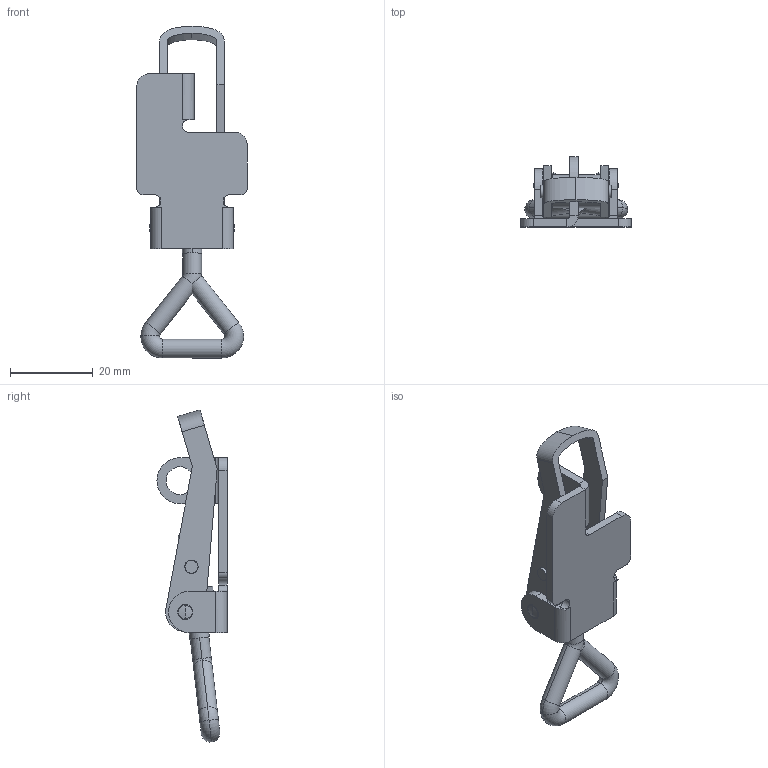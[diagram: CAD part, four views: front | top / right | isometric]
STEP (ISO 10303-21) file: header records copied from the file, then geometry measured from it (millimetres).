
FILE_DESCRIPTION (( 'STEP AP214' ), '1' );
FILE_NAME ('D11991 - 119 SS1 Stainless.STEP', '2017-02-15T13:33:36', ( '' ), ( '' ), 'SwSTEP 2.0', 'SolidWorks 2015', '' );
FILE_SCHEMA (( 'AUTOMOTIVE_DESIGN' ));
Length unit declared in the file: millimetre
Products named in the file (7): skruvögla; rulle; nit; mutter; bygel; platta; D11991 - 119 SS1 Stainless
Assembly tree (7 placements, depth 2):
  D11991 - 119 SS1 Stainless
    platta
    bygel
    mutter
    nit  x2
    rulle
    skruvögla
Bounding box: 26.6 x 16.9 x 80.03 mm (x, y, z)
Volume: 5847.8 mm3; surface area: 7091.7 mm2
Topology: 7 solids, 7 shells, 151 faces, 349 edges, 219 vertices
Faces by surface type: cylinder 62, plane 61, torus 16, bspline 4, sphere 4, cone 4
Entity records: 4574 total; most frequent: CARTESIAN_POINT 945, DIRECTION 756, ORIENTED_EDGE 658, EDGE_CURVE 329, AXIS2_PLACEMENT_3D 293, VERTEX_POINT 206, LINE 170, VECTOR 170
